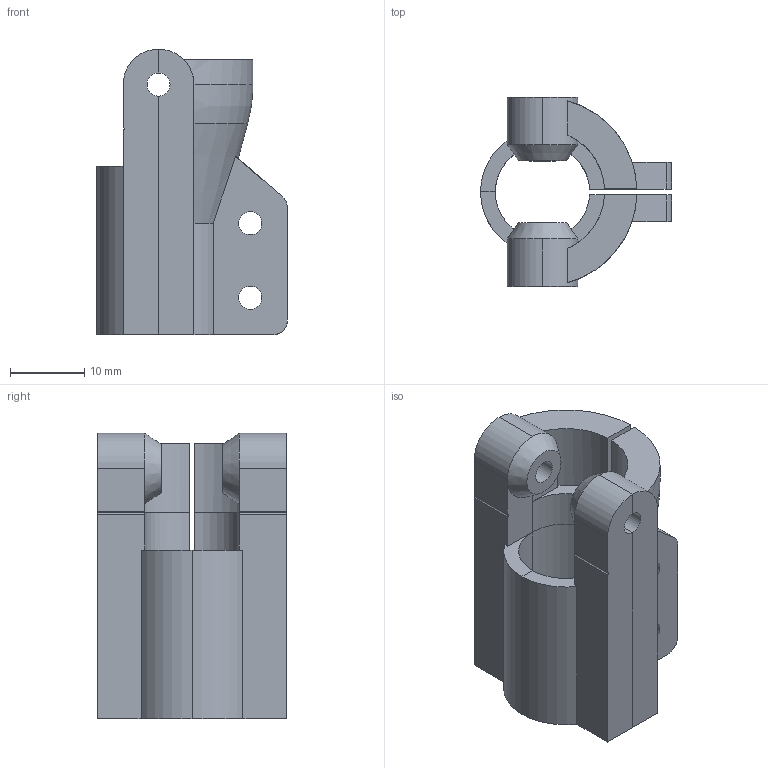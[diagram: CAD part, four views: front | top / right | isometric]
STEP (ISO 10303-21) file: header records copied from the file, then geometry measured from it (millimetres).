
FILE_DESCRIPTION(('FreeCAD Model'),'2;1');
FILE_NAME('Open CASCADE Shape Model','2022-02-13T15:03:04',(''),(''), 'Open CASCADE STEP processor 7.5','FreeCAD','Unknown');
FILE_SCHEMA(('AUTOMOTIVE_DESIGN { 1 0 10303 214 1 1 1 1 }'));
Length unit declared in the file: millimetre
Products named in the file (1): Body
Bounding box: 25.7 x 25.4 x 38.43 mm (x, y, z)
Volume: 8740 mm3; surface area: 5806.2 mm2
Topology: 1 solids, 1 shells, 100 faces, 253 edges, 153 vertices
Faces by surface type: plane 58, cylinder 36, cone 4, revolution 2
Full cylindrical faces by diameter (mm): 3.104 x6
Entity records: 6747 total; most frequent: CARTESIAN_POINT 1637, DIRECTION 979, LINE 545, VECTOR 545, ORIENTED_EDGE 506, PCURVE 506, DEFINITIONAL_REPRESENTATION 506, EDGE_CURVE 253
